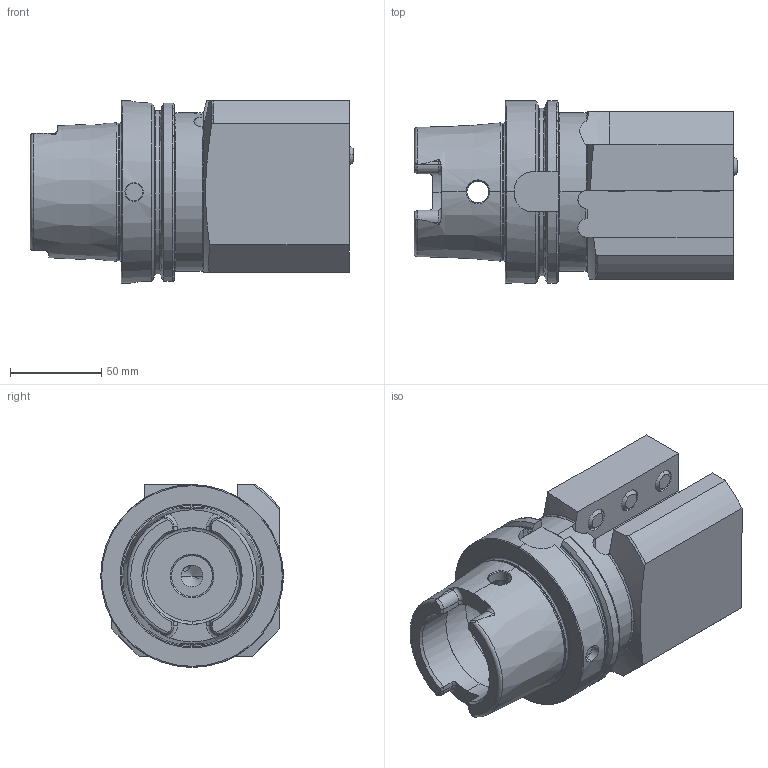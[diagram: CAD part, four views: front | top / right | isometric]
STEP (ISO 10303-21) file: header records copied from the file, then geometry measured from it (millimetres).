
FILE_DESCRIPTION (( 'STEP AP203' ), '1' );
FILE_NAME ('HA0.V25.L11.125.STEP', '2012-03-23T08:43:53', ( 'baer' ), ( 'Hewlett-Packard Company' ), 'SwSTEP 2.0', 'SolidWorks 2011', '' );
FILE_SCHEMA (( 'CONFIG_CONTROL_DESIGN' ));
Length unit declared in the file: millimetre
Products named in the file (6): HA0.V25.L11.125; KU1-U14.001.012; KU1-U14.001.012_2; KU1-U14.001.012_1; ISO 4026 - M12 x 25_Default; HA0-V25.L11.125_A_Fertigbearbeitung
Assembly tree (7 placements, depth 3):
  HA0.V25.L11.125
    KU1-U14.001.012
      KU1-U14.001.012_2
      KU1-U14.001.012_1
    ISO 4026 - M12 x 25_Default  x3
    HA0-V25.L11.125_A_Fertigbearbeitung
Bounding box: 177.3 x 100 x 100 mm (x, y, z)
Volume: 913501.9 mm3; surface area: 97794.7 mm2
Topology: 6 solids, 6 shells, 265 faces, 682 edges, 425 vertices
Faces by surface type: plane 82, cylinder 73, cone 63, torus 38, bspline 5, sphere 4
Entity records: 9289 total; most frequent: CARTESIAN_POINT 2948, ORIENTED_EDGE 1208, DIRECTION 1191, EDGE_CURVE 604, AXIS2_PLACEMENT_3D 485, VERTEX_POINT 379, EDGE_LOOP 253, CIRCLE 244
